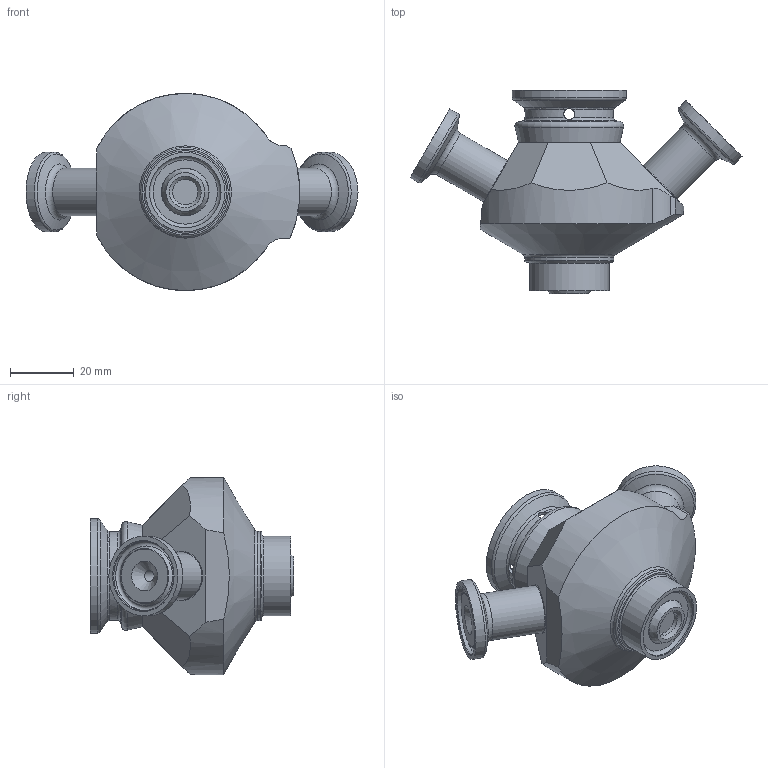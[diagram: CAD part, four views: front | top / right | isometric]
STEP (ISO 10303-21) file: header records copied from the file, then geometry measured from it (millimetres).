
FILE_DESCRIPTION(/* description */ ('This is a sample STEP configuration'),/* implementation_level */ '2;1');
FILE_NAME(/* name */ '890010.stp',/* time_stamp */ '2020-04-23T11:19:20+02:00',/* author */ ('powerJobs'),/* organization */ ('coolOrange'),/* preprocessor_version */ 'ST-DEVELOPER v18',/* originating_system */ 'Autodesk Inventor 2020',/* authorisation */ '');
FILE_SCHEMA (('AUTOMOTIVE_DESIGN { 1 0 10303 214 3 1 1 }'));
Length unit declared in the file: millimetre
Products named in the file (1): 890010
Bounding box: 104.39 x 64 x 61.98 mm (x, y, z)
Volume: 80665.3 mm3; surface area: 22481.7 mm2
Topology: 1 solids, 2 shells, 104 faces, 331 edges, 238 vertices
Faces by surface type: cylinder 36, plane 27, torus 22, cone 19
Full cylindrical faces by diameter (mm): 3.5 x5, 8 x1, 9 x1, 15 x2, 16 x1, 20.229 x1, 21.8 x2, 22.5 x1, 25 x4, 26 x1, 28 x1, 28.5 x1, 28.7 x1, 29 x2, 30 x1, 36 x1
Entity records: 4563 total; most frequent: CARTESIAN_POINT 1270, DIRECTION 721, ORIENTED_EDGE 662, EDGE_CURVE 331, AXIS2_PLACEMENT_3D 325, VERTEX_POINT 238, CIRCLE 204, EDGE_LOOP 123
